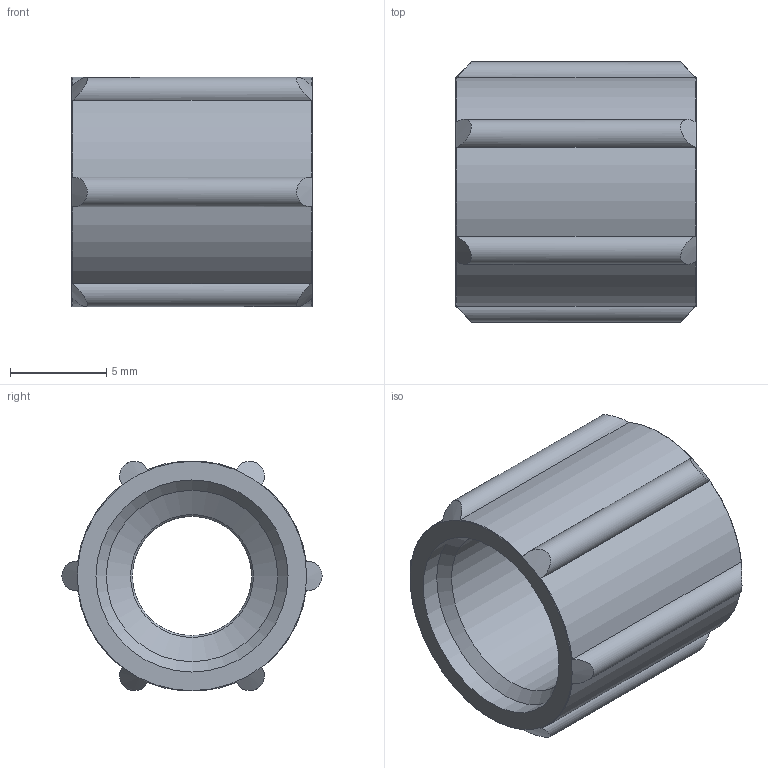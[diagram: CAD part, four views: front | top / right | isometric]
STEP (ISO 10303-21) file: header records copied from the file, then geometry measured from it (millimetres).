
FILE_DESCRIPTION(/* description */ ('STEP AP214'),/* implementation_level */ '2;1');
FILE_NAME(/* name */ '211291_MCK-PK-4-KU',/* time_stamp */ '2024-09-05T03:51:18+02:00',/* author */ ('License CC BY-ND 4.0'),/* organization */ ('CADENAS'),/* preprocessor_version */ 'ST-DEVELOPER v19.3',/* originating_system */ 'PARTsolutions',/* authorisation */ ' ');
FILE_SCHEMA (('AUTOMOTIVE_DESIGN {1 0 10303 214 3 1 1}'));
Length unit declared in the file: millimetre
Products named in the file (1): 211291 MCK-PK-4-KU
Bounding box: 12.5 x 13.54 x 11.96 mm (x, y, z)
Volume: 761.3 mm3; surface area: 1016.3 mm2
Topology: 1 solids, 1 shells, 23 faces, 57 edges, 36 vertices
Faces by surface type: cylinder 15, cone 4, plane 2, torus 2
Full cylindrical faces by diameter (mm): 6.2 x1, 8.917 x1, 10 x1
Entity records: 728 total; most frequent: CARTESIAN_POINT 200, DIRECTION 104, ORIENTED_EDGE 92, EDGE_CURVE 46, AXIS2_PLACEMENT_3D 46, VERTEX_POINT 34, EDGE_LOOP 34, FACE_BOUND 34
